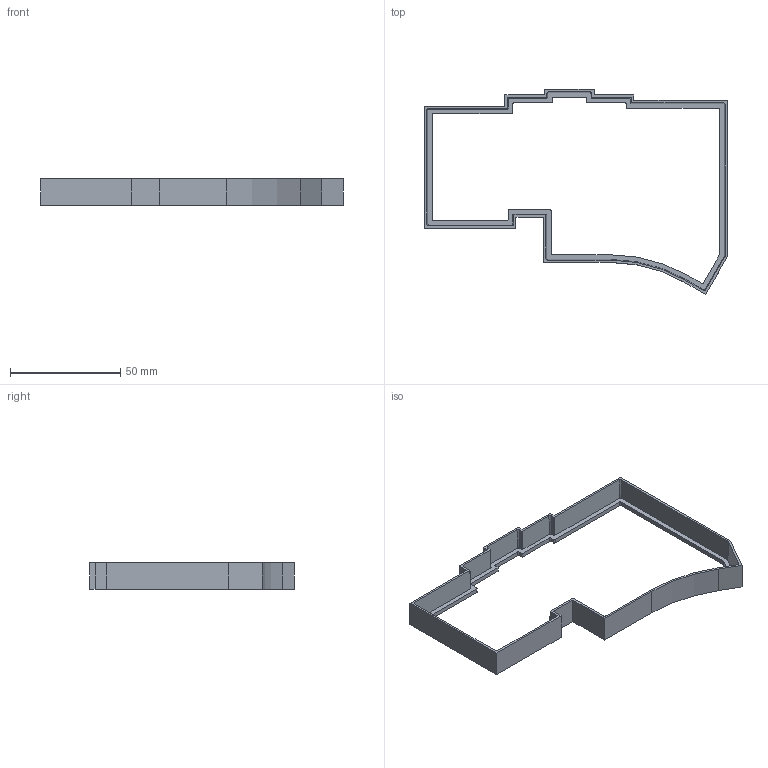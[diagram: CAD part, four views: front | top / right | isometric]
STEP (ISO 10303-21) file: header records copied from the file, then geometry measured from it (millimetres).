
FILE_DESCRIPTION (( 'STEP AP214' ), '1' );
FILE_NAME ('silicone-walls.STEP', '2025-01-28T07:17:05', ( '' ), ( '' ), 'SwSTEP 2.0', 'SolidWorks 2020', '' );
FILE_SCHEMA (( 'AUTOMOTIVE_DESIGN' ));
Length unit declared in the file: millimetre
Products named in the file (1): silicone-walls
Bounding box: 137.5 x 93.05 x 12 mm (x, y, z)
Volume: 8560.4 mm3; surface area: 13575.3 mm2
Topology: 1 solids, 1 shells, 92 faces, 267 edges, 178 vertices
Faces by surface type: plane 57, cone 18, cylinder 17
Entity records: 3079 total; most frequent: CARTESIAN_POINT 538, ORIENTED_EDGE 534, DIRECTION 523, EDGE_CURVE 267, VECTOR 197, LINE 197, VERTEX_POINT 178, AXIS2_PLACEMENT_3D 163
